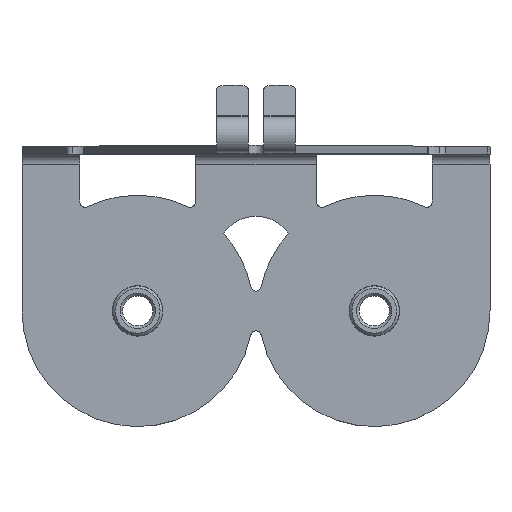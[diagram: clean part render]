
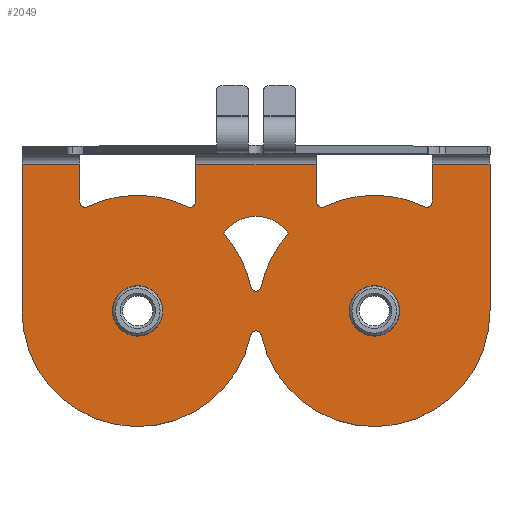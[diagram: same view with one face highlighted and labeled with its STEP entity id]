
A CAD part, top view. The second image highlights one B-rep face of the part: STEP entity #2049.
In plain terms, the highlighted planar face has unit normal (0, 0, 1).
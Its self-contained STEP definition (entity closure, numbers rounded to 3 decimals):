
#93=LINE('',#3691,#261);
#103=LINE('',#4067,#271);
#104=LINE('',#4073,#272);
#114=LINE('',#4369,#282);
#117=LINE('',#4375,#285);
#118=LINE('',#4382,#286);
#119=LINE('',#4384,#287);
#120=LINE('',#4391,#288);
#121=LINE('',#4393,#289);
#261=VECTOR('',#2582,22.);
#271=VECTOR('',#2608,46.);
#272=VECTOR('',#2613,22.);
#282=VECTOR('',#2637,55.6);
#285=VECTOR('',#2642,14.175);
#286=VECTOR('',#2649,14.175);
#287=VECTOR('',#2650,14.175);
#288=VECTOR('',#2657,14.175);
#289=VECTOR('',#2658,55.6);
#443=PLANE('',#2226);
#535=FACE_BOUND('',#730,.T.);
#536=FACE_BOUND('',#731,.T.);
#537=FACE_BOUND('',#732,.T.);
#597=FACE_OUTER_BOUND('',#729,.T.);
#729=EDGE_LOOP('',(#1659,#1660,#1661,#1662,#1663,#1664,#1665,#1666,#1667,
#1668,#1669,#1670,#1671,#1672,#1673,#1674,#1675,#1676));
#730=EDGE_LOOP('',(#1677,#1678,#1679,#1680));
#731=EDGE_LOOP('',(#1681));
#732=EDGE_LOOP('',(#1682));
#863=CIRCLE('',#2227,2.);
#864=CIRCLE('',#2228,44.);
#865=CIRCLE('',#2229,2.);
#866=CIRCLE('',#2230,2.);
#867=CIRCLE('',#2231,44.);
#868=CIRCLE('',#2232,2.);
#869=CIRCLE('',#2233,44.);
#870=CIRCLE('',#2234,2.);
#871=CIRCLE('',#2235,44.);
#872=CIRCLE('',#2236,44.);
#873=CIRCLE('',#2237,2.);
#874=CIRCLE('',#2238,44.);
#875=CIRCLE('',#2239,15.);
#876=CIRCLE('',#2240,9.6);
#877=CIRCLE('',#2241,9.6);
#1003=VERTEX_POINT('',#3579);
#1006=VERTEX_POINT('',#3685);
#1013=VERTEX_POINT('',#3878);
#1016=VERTEX_POINT('',#4061);
#1018=VERTEX_POINT('',#4070);
#1019=VERTEX_POINT('',#4072);
#1027=VERTEX_POINT('',#4368);
#1029=VERTEX_POINT('',#4374);
#1030=VERTEX_POINT('',#4376);
#1031=VERTEX_POINT('',#4378);
#1032=VERTEX_POINT('',#4380);
#1033=VERTEX_POINT('',#4383);
#1034=VERTEX_POINT('',#4385);
#1035=VERTEX_POINT('',#4387);
#1036=VERTEX_POINT('',#4389);
#1037=VERTEX_POINT('',#4392);
#1038=VERTEX_POINT('',#4394);
#1039=VERTEX_POINT('',#4396);
#1040=VERTEX_POINT('',#4399);
#1041=VERTEX_POINT('',#4400);
#1042=VERTEX_POINT('',#4402);
#1043=VERTEX_POINT('',#4404);
#1044=VERTEX_POINT('',#4407);
#1045=VERTEX_POINT('',#4409);
#1225=EDGE_CURVE('',#1003,#1006,#93,.T.);
#1243=EDGE_CURVE('',#1013,#1016,#103,.T.);
#1245=EDGE_CURVE('',#1019,#1018,#104,.T.);
#1262=EDGE_CURVE('',#1003,#1027,#114,.T.);
#1265=EDGE_CURVE('',#1006,#1029,#117,.T.);
#1266=EDGE_CURVE('',#1029,#1030,#863,.T.);
#1267=EDGE_CURVE('',#1030,#1031,#864,.T.);
#1268=EDGE_CURVE('',#1031,#1032,#865,.T.);
#1269=EDGE_CURVE('',#1032,#1013,#118,.T.);
#1270=EDGE_CURVE('',#1016,#1033,#119,.T.);
#1271=EDGE_CURVE('',#1033,#1034,#866,.T.);
#1272=EDGE_CURVE('',#1034,#1035,#867,.T.);
#1273=EDGE_CURVE('',#1035,#1036,#868,.T.);
#1274=EDGE_CURVE('',#1036,#1019,#120,.T.);
#1275=EDGE_CURVE('',#1037,#1018,#121,.T.);
#1276=EDGE_CURVE('',#1038,#1037,#869,.T.);
#1277=EDGE_CURVE('',#1039,#1038,#870,.T.);
#1278=EDGE_CURVE('',#1027,#1039,#871,.T.);
#1279=EDGE_CURVE('',#1040,#1041,#872,.T.);
#1280=EDGE_CURVE('',#1041,#1042,#873,.T.);
#1281=EDGE_CURVE('',#1042,#1043,#874,.T.);
#1282=EDGE_CURVE('',#1043,#1040,#875,.T.);
#1283=EDGE_CURVE('',#1044,#1044,#876,.T.);
#1284=EDGE_CURVE('',#1045,#1045,#877,.T.);
#1659=ORIENTED_EDGE('',*,*,#1225,.T.);
#1660=ORIENTED_EDGE('',*,*,#1265,.T.);
#1661=ORIENTED_EDGE('',*,*,#1266,.T.);
#1662=ORIENTED_EDGE('',*,*,#1267,.T.);
#1663=ORIENTED_EDGE('',*,*,#1268,.T.);
#1664=ORIENTED_EDGE('',*,*,#1269,.T.);
#1665=ORIENTED_EDGE('',*,*,#1243,.T.);
#1666=ORIENTED_EDGE('',*,*,#1270,.T.);
#1667=ORIENTED_EDGE('',*,*,#1271,.T.);
#1668=ORIENTED_EDGE('',*,*,#1272,.T.);
#1669=ORIENTED_EDGE('',*,*,#1273,.T.);
#1670=ORIENTED_EDGE('',*,*,#1274,.T.);
#1671=ORIENTED_EDGE('',*,*,#1245,.T.);
#1672=ORIENTED_EDGE('',*,*,#1275,.F.);
#1673=ORIENTED_EDGE('',*,*,#1276,.F.);
#1674=ORIENTED_EDGE('',*,*,#1277,.F.);
#1675=ORIENTED_EDGE('',*,*,#1278,.F.);
#1676=ORIENTED_EDGE('',*,*,#1262,.F.);
#1677=ORIENTED_EDGE('',*,*,#1279,.T.);
#1678=ORIENTED_EDGE('',*,*,#1280,.T.);
#1679=ORIENTED_EDGE('',*,*,#1281,.T.);
#1680=ORIENTED_EDGE('',*,*,#1282,.T.);
#1681=ORIENTED_EDGE('',*,*,#1283,.T.);
#1682=ORIENTED_EDGE('',*,*,#1284,.T.);
#2049=ADVANCED_FACE('',(#597,#535,#536,#537),#443,.T.);
#2226=AXIS2_PLACEMENT_3D('',#4373,#2640,#2641);
#2227=AXIS2_PLACEMENT_3D('',#4377,#2643,#2644);
#2228=AXIS2_PLACEMENT_3D('',#4379,#2645,#2646);
#2229=AXIS2_PLACEMENT_3D('',#4381,#2647,#2648);
#2230=AXIS2_PLACEMENT_3D('',#4386,#2651,#2652);
#2231=AXIS2_PLACEMENT_3D('',#4388,#2653,#2654);
#2232=AXIS2_PLACEMENT_3D('',#4390,#2655,#2656);
#2233=AXIS2_PLACEMENT_3D('',#4395,#2659,#2660);
#2234=AXIS2_PLACEMENT_3D('',#4397,#2661,#2662);
#2235=AXIS2_PLACEMENT_3D('',#4398,#2663,#2664);
#2236=AXIS2_PLACEMENT_3D('',#4401,#2665,#2666);
#2237=AXIS2_PLACEMENT_3D('',#4403,#2667,#2668);
#2238=AXIS2_PLACEMENT_3D('',#4405,#2669,#2670);
#2239=AXIS2_PLACEMENT_3D('',#4406,#2671,#2672);
#2240=AXIS2_PLACEMENT_3D('',#4408,#2673,#2674);
#2241=AXIS2_PLACEMENT_3D('',#4410,#2675,#2676);
#2582=DIRECTION('',(-1.,0.,0.));
#2608=DIRECTION('',(-1.,0.,0.));
#2613=DIRECTION('',(-1.,0.,0.));
#2637=DIRECTION('',(0.,-1.,0.));
#2640=DIRECTION('center_axis',(0.,0.,1.));
#2641=DIRECTION('ref_axis',(1.,0.,0.));
#2642=DIRECTION('',(0.,-1.,0.));
#2643=DIRECTION('center_axis',(0.,0.,-1.));
#2644=DIRECTION('ref_axis',(-0.435,-0.901,0.));
#2645=DIRECTION('center_axis',(0.,0.,1.));
#2646=DIRECTION('ref_axis',(-0.435,-0.901,0.));
#2647=DIRECTION('center_axis',(0.,0.,-1.));
#2648=DIRECTION('ref_axis',(-1.,0.,0.));
#2649=DIRECTION('',(0.,1.,0.));
#2650=DIRECTION('',(0.,-1.,0.));
#2651=DIRECTION('center_axis',(0.,0.,-1.));
#2652=DIRECTION('ref_axis',(-0.435,-0.901,0.));
#2653=DIRECTION('center_axis',(0.,0.,1.));
#2654=DIRECTION('ref_axis',(-0.435,-0.901,0.));
#2655=DIRECTION('center_axis',(0.,0.,-1.));
#2656=DIRECTION('ref_axis',(-1.,0.,0.));
#2657=DIRECTION('',(0.,1.,0.));
#2658=DIRECTION('',(0.,1.,0.));
#2659=DIRECTION('center_axis',(0.,0.,-1.));
#2660=DIRECTION('ref_axis',(-1.,0.,0.));
#2661=DIRECTION('center_axis',(0.,0.,1.));
#2662=DIRECTION('ref_axis',(-0.978,-0.207,0.));
#2663=DIRECTION('center_axis',(0.,0.,-1.));
#2664=DIRECTION('ref_axis',(-0.978,-0.207,0.));
#2665=DIRECTION('center_axis',(0.,0.,1.));
#2666=DIRECTION('ref_axis',(-0.742,0.671,0.));
#2667=DIRECTION('center_axis',(0.,0.,-1.));
#2668=DIRECTION('ref_axis',(0.978,0.207,0.));
#2669=DIRECTION('center_axis',(0.,0.,1.));
#2670=DIRECTION('ref_axis',(0.978,0.207,0.));
#2671=DIRECTION('center_axis',(0.,0.,-1.));
#2672=DIRECTION('ref_axis',(-0.824,-0.567,0.));
#2673=DIRECTION('center_axis',(0.,0.,-1.));
#2674=DIRECTION('ref_axis',(-1.,0.,0.));
#2675=DIRECTION('center_axis',(0.,0.,-1.));
#2676=DIRECTION('ref_axis',(-1.,0.,0.));
#3579=CARTESIAN_POINT('',(89.,99.6,3.));
#3685=CARTESIAN_POINT('',(67.,99.6,3.));
#3691=CARTESIAN_POINT('',(33.5,99.6,3.));
#3878=CARTESIAN_POINT('',(23.,99.6,3.));
#4061=CARTESIAN_POINT('',(-23.,99.6,3.));
#4067=CARTESIAN_POINT('',(-11.5,99.6,3.));
#4070=CARTESIAN_POINT('',(-89.,99.6,3.));
#4072=CARTESIAN_POINT('',(-67.,99.6,3.));
#4073=CARTESIAN_POINT('',(-44.5,99.6,3.));
#4368=CARTESIAN_POINT('',(89.,44.,3.));
#4369=CARTESIAN_POINT('',(89.,44.,3.));
#4373=CARTESIAN_POINT('Origin',(0.,169.776,3.));
#4374=CARTESIAN_POINT('',(67.,85.425,3.));
#4375=CARTESIAN_POINT('',(67.,138.238,3.));
#4376=CARTESIAN_POINT('',(64.13,83.624,3.));
#4377=CARTESIAN_POINT('Origin',(65.,85.425,3.));
#4378=CARTESIAN_POINT('',(25.87,83.624,3.));
#4379=CARTESIAN_POINT('Origin',(45.,44.,3.));
#4380=CARTESIAN_POINT('',(23.,85.425,3.));
#4381=CARTESIAN_POINT('Origin',(25.,85.425,3.));
#4382=CARTESIAN_POINT('',(23.,127.6,3.));
#4383=CARTESIAN_POINT('',(-23.,85.425,3.));
#4384=CARTESIAN_POINT('',(-23.,138.238,3.));
#4385=CARTESIAN_POINT('',(-25.87,83.624,3.));
#4386=CARTESIAN_POINT('Origin',(-25.,85.425,3.));
#4387=CARTESIAN_POINT('',(-64.13,83.624,3.));
#4388=CARTESIAN_POINT('Origin',(-45.,44.,3.));
#4389=CARTESIAN_POINT('',(-67.,85.425,3.));
#4390=CARTESIAN_POINT('Origin',(-65.,85.425,3.));
#4391=CARTESIAN_POINT('',(-67.,127.6,3.));
#4392=CARTESIAN_POINT('',(-89.,44.,3.));
#4393=CARTESIAN_POINT('',(-89.,106.,3.));
#4394=CARTESIAN_POINT('',(-1.957,34.875,3.));
#4395=CARTESIAN_POINT('Origin',(-45.,44.,3.));
#4396=CARTESIAN_POINT('',(1.957,34.875,3.));
#4397=CARTESIAN_POINT('Origin',(0.,34.461,3.));
#4398=CARTESIAN_POINT('Origin',(45.,44.,3.));
#4399=CARTESIAN_POINT('',(12.357,73.503,3.));
#4400=CARTESIAN_POINT('',(1.957,53.125,3.));
#4401=CARTESIAN_POINT('Origin',(45.,44.,3.));
#4402=CARTESIAN_POINT('',(-1.957,53.125,3.));
#4403=CARTESIAN_POINT('Origin',(0.,53.539,3.));
#4404=CARTESIAN_POINT('',(-12.357,73.503,3.));
#4405=CARTESIAN_POINT('Origin',(-45.,44.,3.));
#4406=CARTESIAN_POINT('Origin',(0.,65.,3.));
#4407=CARTESIAN_POINT('',(54.6,44.,3.));
#4408=CARTESIAN_POINT('Origin',(45.,44.,3.));
#4409=CARTESIAN_POINT('',(-35.4,44.,3.));
#4410=CARTESIAN_POINT('Origin',(-45.,44.,3.));
